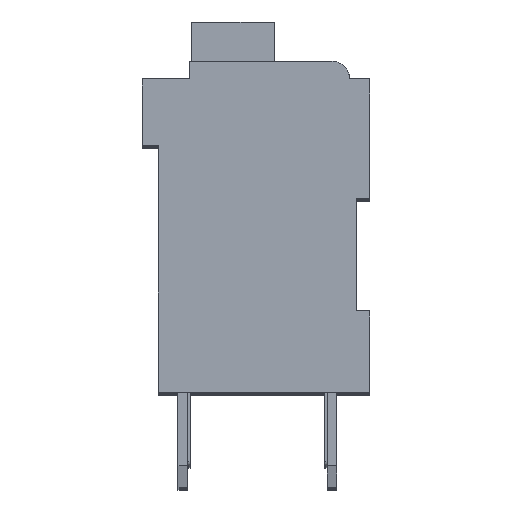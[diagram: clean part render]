
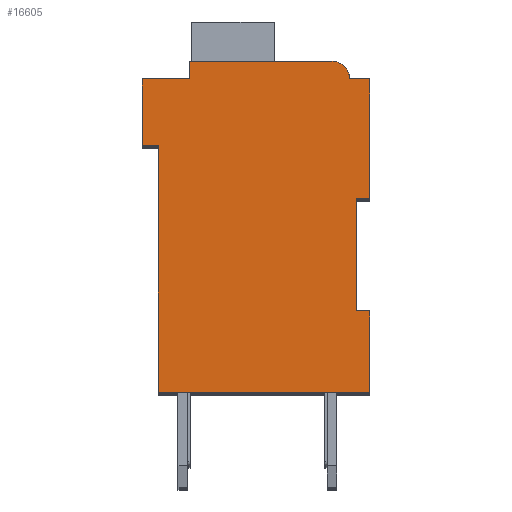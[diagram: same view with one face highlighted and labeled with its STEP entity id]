
A CAD part, top view. The second image highlights one B-rep face of the part: STEP entity #16605.
In plain terms, the highlighted planar face has unit normal (0, 0, 1).
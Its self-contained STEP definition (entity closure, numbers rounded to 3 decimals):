
#4074=DIRECTION('',(1.,0.,0.));
#4075=VECTOR('',#4074,0.5);
#4076=CARTESIAN_POINT('',(7.3,7.15,2.1));
#4077=LINE('',#4076,#4075);
#4078=DIRECTION('',(0.,1.,0.));
#4079=VECTOR('',#4078,4.15);
#4080=CARTESIAN_POINT('',(7.3,3.,2.1));
#4081=LINE('',#4080,#4079);
#4082=DIRECTION('',(-1.,0.,0.));
#4083=VECTOR('',#4082,0.5);
#4084=CARTESIAN_POINT('',(7.8,3.,2.1));
#4085=LINE('',#4084,#4083);
#4086=DIRECTION('',(0.,1.,0.));
#4087=VECTOR('',#4086,3.);
#4088=CARTESIAN_POINT('',(7.8,0.,2.1));
#4089=LINE('',#4088,#4087);
#4090=DIRECTION('',(1.,0.,0.));
#4091=VECTOR('',#4090,7.8);
#4092=CARTESIAN_POINT('',(0.,0.,2.1));
#4093=LINE('',#4092,#4091);
#4094=DIRECTION('',(0.,-1.,0.));
#4095=VECTOR('',#4094,9.1);
#4096=CARTESIAN_POINT('',(0.,9.1,2.1));
#4097=LINE('',#4096,#4095);
#4098=DIRECTION('',(1.,0.,0.));
#4099=VECTOR('',#4098,0.6);
#4100=CARTESIAN_POINT('',(-0.6,9.1,2.1));
#4101=LINE('',#4100,#4099);
#4102=DIRECTION('',(0.,-1.,0.));
#4103=VECTOR('',#4102,2.45);
#4104=CARTESIAN_POINT('',(-0.6,11.55,2.1));
#4105=LINE('',#4104,#4103);
#4106=DIRECTION('',(-1.,0.,0.));
#4107=VECTOR('',#4106,1.75);
#4108=CARTESIAN_POINT('',(1.15,11.55,2.1));
#4109=LINE('',#4108,#4107);
#4110=DIRECTION('',(0.,-1.,0.));
#4111=VECTOR('',#4110,0.65);
#4112=CARTESIAN_POINT('',(1.15,12.2,2.1));
#4113=LINE('',#4112,#4111);
#4114=DIRECTION('',(-1.,0.,0.));
#4115=VECTOR('',#4114,5.25);
#4116=CARTESIAN_POINT('',(6.4,12.2,2.1));
#4117=LINE('',#4116,#4115);
#4118=CARTESIAN_POINT('',(6.4,11.55,2.1));
#4119=DIRECTION('',(0.,0.,1.));
#4120=DIRECTION('',(1.,0.,0.));
#4121=AXIS2_PLACEMENT_3D('',#4118,#4119,#4120);
#4123=DIRECTION('',(-1.,0.,0.));
#4124=VECTOR('',#4123,0.75);
#4125=CARTESIAN_POINT('',(7.8,11.55,2.1));
#4126=LINE('',#4125,#4124);
#4127=DIRECTION('',(0.,1.,0.));
#4128=VECTOR('',#4127,4.4);
#4129=CARTESIAN_POINT('',(7.8,7.15,2.1));
#4130=LINE('',#4129,#4128);
#9545=CARTESIAN_POINT('',(7.3,7.15,2.1));
#9546=CARTESIAN_POINT('',(7.8,7.15,2.1));
#9547=VERTEX_POINT('',#9545);
#9548=VERTEX_POINT('',#9546);
#9549=CARTESIAN_POINT('',(7.8,11.55,2.1));
#9550=VERTEX_POINT('',#9549);
#9551=CARTESIAN_POINT('',(7.05,11.55,2.1));
#9552=VERTEX_POINT('',#9551);
#9553=CARTESIAN_POINT('',(6.4,12.2,2.1));
#9554=VERTEX_POINT('',#9553);
#9555=CARTESIAN_POINT('',(1.15,12.2,2.1));
#9556=VERTEX_POINT('',#9555);
#9557=CARTESIAN_POINT('',(1.15,11.55,2.1));
#9558=VERTEX_POINT('',#9557);
#9559=CARTESIAN_POINT('',(-0.6,11.55,2.1));
#9560=VERTEX_POINT('',#9559);
#9561=CARTESIAN_POINT('',(-0.6,9.1,2.1));
#9562=VERTEX_POINT('',#9561);
#9563=CARTESIAN_POINT('',(0.,9.1,2.1));
#9564=VERTEX_POINT('',#9563);
#9565=CARTESIAN_POINT('',(0.,0.,2.1));
#9566=VERTEX_POINT('',#9565);
#9567=CARTESIAN_POINT('',(7.8,0.,2.1));
#9568=VERTEX_POINT('',#9567);
#9569=CARTESIAN_POINT('',(7.8,3.,2.1));
#9570=VERTEX_POINT('',#9569);
#9571=CARTESIAN_POINT('',(7.3,3.,2.1));
#9572=VERTEX_POINT('',#9571);
#16584=CARTESIAN_POINT('',(0.,0.,2.1));
#16585=DIRECTION('',(0.,0.,1.));
#16586=DIRECTION('',(1.,0.,0.));
#16587=AXIS2_PLACEMENT_3D('',#16584,#16585,#16586);
#16588=PLANE('',#16587);
#16589=ORIENTED_EDGE('',*,*,#12566,.F.);
#16590=ORIENTED_EDGE('',*,*,#13046,.F.);
#16591=ORIENTED_EDGE('',*,*,#13412,.F.);
#16592=ORIENTED_EDGE('',*,*,#13647,.F.);
#16593=ORIENTED_EDGE('',*,*,#13926,.F.);
#16594=ORIENTED_EDGE('',*,*,#14328,.F.);
#16595=ORIENTED_EDGE('',*,*,#14464,.F.);
#16596=ORIENTED_EDGE('',*,*,#14735,.F.);
#16597=ORIENTED_EDGE('',*,*,#15053,.F.);
#16598=ORIENTED_EDGE('',*,*,#15524,.F.);
#16599=ORIENTED_EDGE('',*,*,#15888,.F.);
#16600=ORIENTED_EDGE('',*,*,#15104,.F.);
#16601=ORIENTED_EDGE('',*,*,#15385,.F.);
#16602=ORIENTED_EDGE('',*,*,#12941,.F.);
#16603=EDGE_LOOP('',(#16589,#16590,#16591,#16592,#16593,#16594,#16595,#16596,
#16597,#16598,#16599,#16600,#16601,#16602));
#16604=FACE_OUTER_BOUND('',#16603,.F.);
#4122=CIRCLE('',#4121,0.65);
#12566=EDGE_CURVE('',#9547,#9548,#4077,.T.);
#12941=EDGE_CURVE('',#9548,#9550,#4130,.T.);
#13046=EDGE_CURVE('',#9572,#9547,#4081,.T.);
#13412=EDGE_CURVE('',#9570,#9572,#4085,.T.);
#13647=EDGE_CURVE('',#9568,#9570,#4089,.T.);
#13926=EDGE_CURVE('',#9566,#9568,#4093,.T.);
#14328=EDGE_CURVE('',#9564,#9566,#4097,.T.);
#14464=EDGE_CURVE('',#9562,#9564,#4101,.T.);
#14735=EDGE_CURVE('',#9560,#9562,#4105,.T.);
#15053=EDGE_CURVE('',#9558,#9560,#4109,.T.);
#15104=EDGE_CURVE('',#9552,#9554,#4122,.T.);
#15385=EDGE_CURVE('',#9550,#9552,#4126,.T.);
#15524=EDGE_CURVE('',#9556,#9558,#4113,.T.);
#15888=EDGE_CURVE('',#9554,#9556,#4117,.T.);
#16605=ADVANCED_FACE('',(#16604),#16588,.T.);
